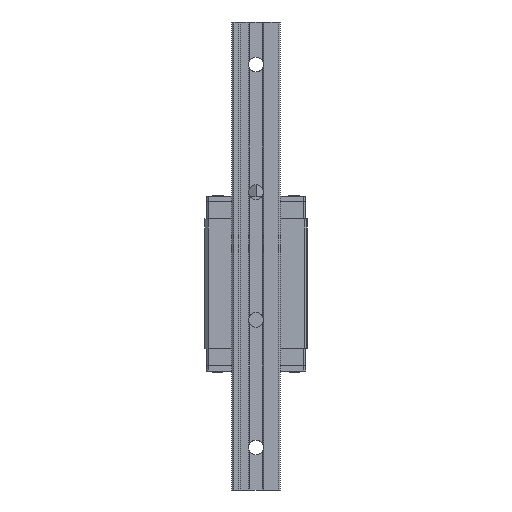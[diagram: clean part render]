
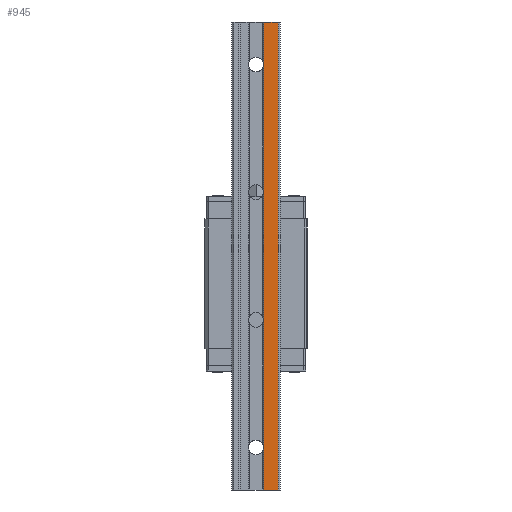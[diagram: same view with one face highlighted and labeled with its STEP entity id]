
A CAD part, front view. The second image highlights one B-rep face of the part: STEP entity #945.
In plain terms, the highlighted planar face has unit normal (0, -1, 0).
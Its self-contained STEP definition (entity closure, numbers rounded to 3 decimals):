
#220 = EDGE_CURVE ( 'NONE', #9326, #6087, #9606, .T. ) ;
#420 = VECTOR ( 'NONE', #8609, 1000. ) ;
#555 = DIRECTION ( 'NONE',  ( 0., 0., 1. ) ) ;
#593 = EDGE_CURVE ( 'NONE', #6087, #6622, #649, .T. ) ;
#649 = LINE ( 'NONE', #4819, #420 ) ;
#843 = EDGE_LOOP ( 'NONE', ( #2713, #1595, #7719, #2017 ) ) ;
#945 = ADVANCED_FACE ( 'NONE', ( #7687 ), #3722, .T. ) ;
#1434 = DIRECTION ( 'NONE',  ( 0., -1., 0. ) ) ;
#1595 = ORIENTED_EDGE ( 'NONE', *, *, #220, .F. ) ;
#2017 = ORIENTED_EDGE ( 'NONE', *, *, #8157, .T. ) ;
#2344 = LINE ( 'NONE', #7172, #7937 ) ;
#2713 = ORIENTED_EDGE ( 'NONE', *, *, #593, .F. ) ;
#2862 = CARTESIAN_POINT ( 'NONE',  ( 10.4, -20., -220. ) ) ;
#3598 = CARTESIAN_POINT ( 'NONE',  ( 3.7, -20., -220. ) ) ;
#3722 = PLANE ( 'NONE',  #5536 ) ;
#4411 = CARTESIAN_POINT ( 'NONE',  ( 3.7, -20., -220. ) ) ;
#4819 = CARTESIAN_POINT ( 'NONE',  ( 3.7, -20., 0. ) ) ;
#4841 = VECTOR ( 'NONE', #555, 1000. ) ;
#5536 = AXIS2_PLACEMENT_3D ( 'NONE', #9808, #1434, #6765 ) ;
#5777 = VECTOR ( 'NONE', #8916, 1000. ) ;
#6087 = VERTEX_POINT ( 'NONE', #7340 ) ;
#6156 = CARTESIAN_POINT ( 'NONE',  ( 10.4, -20., -220. ) ) ;
#6367 = LINE ( 'NONE', #2862, #4841 ) ;
#6622 = VERTEX_POINT ( 'NONE', #8024 ) ;
#6765 = DIRECTION ( 'NONE',  ( 0., 0., -1. ) ) ;
#7172 = CARTESIAN_POINT ( 'NONE',  ( 3.7, -20., -220. ) ) ;
#7340 = CARTESIAN_POINT ( 'NONE',  ( 3.7, -20., 0. ) ) ;
#7687 = FACE_OUTER_BOUND ( 'NONE', #843, .T. ) ;
#7719 = ORIENTED_EDGE ( 'NONE', *, *, #9220, .T. ) ;
#7937 = VECTOR ( 'NONE', #9470, 1000. ) ;
#8024 = CARTESIAN_POINT ( 'NONE',  ( 10.4, -20., 0. ) ) ;
#8157 = EDGE_CURVE ( 'NONE', #9503, #6622, #6367, .T. ) ;
#8609 = DIRECTION ( 'NONE',  ( 1., 0., 0. ) ) ;
#8916 = DIRECTION ( 'NONE',  ( 0., 0., 1. ) ) ;
#9220 = EDGE_CURVE ( 'NONE', #9326, #9503, #2344, .T. ) ;
#9326 = VERTEX_POINT ( 'NONE', #4411 ) ;
#9470 = DIRECTION ( 'NONE',  ( 1., 0., 0. ) ) ;
#9503 = VERTEX_POINT ( 'NONE', #6156 ) ;
#9606 = LINE ( 'NONE', #3598, #5777 ) ;
#9808 = CARTESIAN_POINT ( 'NONE',  ( 3.7, -20., -220. ) ) ;
